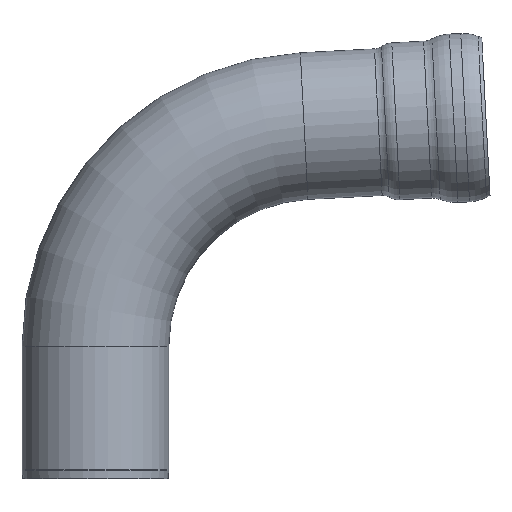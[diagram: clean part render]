
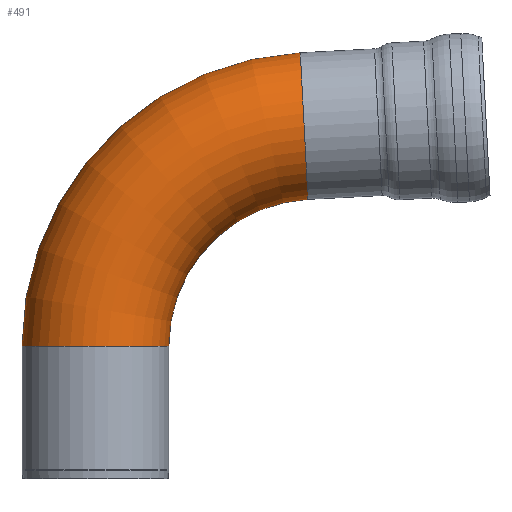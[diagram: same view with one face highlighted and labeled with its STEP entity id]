
A CAD part, front view. The second image highlights one B-rep face of the part: STEP entity #491.
In plain terms, the highlighted toroidal (fillet/blend) face has major radius 1335 mm and minor radius 445 mm.
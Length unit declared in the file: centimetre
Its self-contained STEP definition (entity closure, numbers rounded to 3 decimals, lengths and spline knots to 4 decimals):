
#87=FACE_OUTER_BOUND('',#117,.T.);
#117=EDGE_LOOP('',(#444,#445,#446,#447,#448,#449));
#131=CIRCLE('',#513,44.5);
#132=CIRCLE('',#514,44.5);
#176=CIRCLE('',#578,44.5);
#177=CIRCLE('',#579,44.5);
#179=CIRCLE('',#584,89.);
#191=VERTEX_POINT('',#817);
#192=VERTEX_POINT('',#819);
#226=VERTEX_POINT('',#926);
#227=VERTEX_POINT('',#927);
#244=EDGE_CURVE('',#192,#191,#131,.T.);
#245=EDGE_CURVE('',#191,#192,#132,.T.);
#297=EDGE_CURVE('',#226,#227,#176,.T.);
#298=EDGE_CURVE('',#227,#226,#177,.T.);
#301=EDGE_CURVE('',#226,#192,#179,.T.);
#444=ORIENTED_EDGE('',*,*,#297,.T.);
#445=ORIENTED_EDGE('',*,*,#298,.T.);
#446=ORIENTED_EDGE('',*,*,#301,.T.);
#447=ORIENTED_EDGE('',*,*,#244,.T.);
#448=ORIENTED_EDGE('',*,*,#245,.T.);
#449=ORIENTED_EDGE('',*,*,#301,.F.);
#463=TOROIDAL_SURFACE('',#583,133.5,44.5);
#491=ADVANCED_FACE('',(#87),#463,.T.);
#513=AXIS2_PLACEMENT_3D('',#820,#629,#630);
#514=AXIS2_PLACEMENT_3D('',#821,#631,#632);
#578=AXIS2_PLACEMENT_3D('',#928,#767,#768);
#579=AXIS2_PLACEMENT_3D('',#929,#769,#770);
#583=AXIS2_PLACEMENT_3D('',#934,#778,#779);
#584=AXIS2_PLACEMENT_3D('',#935,#780,#781);
#629=DIRECTION('center_axis',(0.,0.,
1.));
#630=DIRECTION('ref_axis',(-1.,0.,0.));
#631=DIRECTION('center_axis',(0.,0.,
1.));
#632=DIRECTION('ref_axis',(-1.,0.,0.));
#767=DIRECTION('center_axis',(-0.999,0.,
-0.052));
#768=DIRECTION('ref_axis',(-0.052,0.,0.999));
#769=DIRECTION('center_axis',(-0.999,0.,
-0.052));
#770=DIRECTION('ref_axis',(-0.052,0.,0.999));
#778=DIRECTION('center_axis',(0.,1.,0.));
#779=DIRECTION('ref_axis',(-1.,0.,0.));
#780=DIRECTION('center_axis',(0.,-1.,0.));
#781=DIRECTION('ref_axis',(-1.,0.,0.));
#817=CARTESIAN_POINT('',(-475.9445,-811.3076,-54.5906));
#819=CARTESIAN_POINT('',(-386.9445,-811.3076,-54.5906));
#820=CARTESIAN_POINT('Origin',(-431.4445,-811.3076,-54.5906));
#821=CARTESIAN_POINT('Origin',(-431.4445,-811.3076,-54.5906));
#926=CARTESIAN_POINT('',(-302.6024,-811.3076,34.2874));
#927=CARTESIAN_POINT('',(-307.2603,-811.3076,123.1655));
#928=CARTESIAN_POINT('Origin',(-304.9314,-811.3076,78.7265));
#929=CARTESIAN_POINT('Origin',(-304.9314,-811.3076,78.7265));
#934=CARTESIAN_POINT('Origin',(-297.9445,-811.3076,-54.5906));
#935=CARTESIAN_POINT('Origin',(-297.9445,-811.3076,-54.5906));
